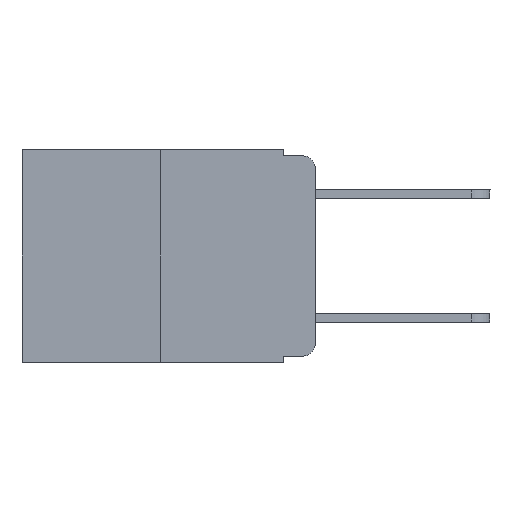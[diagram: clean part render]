
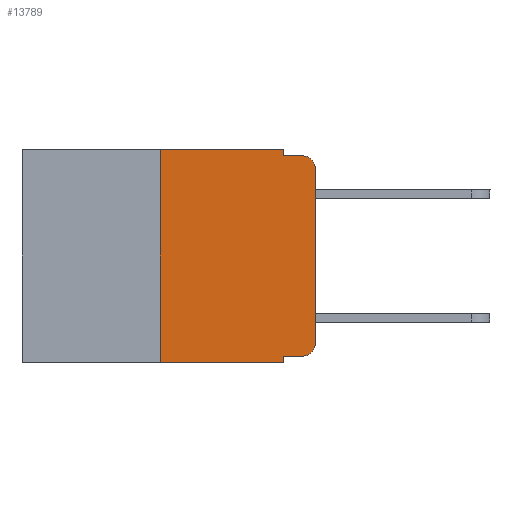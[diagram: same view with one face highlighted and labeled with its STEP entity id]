
A CAD part, left-side view. The second image highlights one B-rep face of the part: STEP entity #13789.
In plain terms, the highlighted planar face has unit normal (-1, 0, 0).
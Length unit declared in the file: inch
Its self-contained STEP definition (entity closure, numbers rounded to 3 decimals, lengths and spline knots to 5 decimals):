
#143 = VECTOR ( 'NONE', #14441, 39.37008 ) ;
#174 = EDGE_CURVE ( 'NONE', #13451, #10263, #8319, .T. ) ;
#242 = VERTEX_POINT ( 'NONE', #10157 ) ;
#600 = CARTESIAN_POINT ( 'NONE',  ( 0., 0.051, -0.333 ) ) ;
#614 = CARTESIAN_POINT ( 'NONE',  ( 0., 0.02, -0.313 ) ) ;
#869 = DIRECTION ( 'NONE',  ( 0., 0., 1. ) ) ;
#1318 = LINE ( 'NONE', #2452, #6370 ) ;
#1344 = DIRECTION ( 'NONE',  ( 0., 0., 1. ) ) ;
#1550 = CARTESIAN_POINT ( 'NONE',  ( 0., 0.473, 0. ) ) ;
#2182 = VERTEX_POINT ( 'NONE', #10358 ) ;
#2197 = EDGE_LOOP ( 'NONE', ( #13668, #11006, #9208, #5104, #11524, #9295, #4374, #13855, #13896, #8965 ) ) ;
#2326 = LINE ( 'NONE', #13852, #10395 ) ;
#2452 = CARTESIAN_POINT ( 'NONE',  ( 0., 0.051, -0.01 ) ) ;
#2712 = LINE ( 'NONE', #7277, #11814 ) ;
#2930 = LINE ( 'NONE', #10019, #143 ) ;
#3069 = VECTOR ( 'NONE', #12691, 39.37008 ) ;
#3074 = AXIS2_PLACEMENT_3D ( 'NONE', #9451, #6104, #12824 ) ;
#3115 = LINE ( 'NONE', #11092, #5146 ) ;
#3122 = VERTEX_POINT ( 'NONE', #7462 ) ;
#3428 = VERTEX_POINT ( 'NONE', #11416 ) ;
#3439 = CARTESIAN_POINT ( 'NONE',  ( 0., 0., -0.313 ) ) ;
#3442 = CARTESIAN_POINT ( 'NONE',  ( 0., 0.02, -0.03 ) ) ;
#3652 = LINE ( 'NONE', #1550, #3069 ) ;
#4116 = LINE ( 'NONE', #6794, #5183 ) ;
#4374 = ORIENTED_EDGE ( 'NONE', *, *, #8031, .T. ) ;
#4881 = EDGE_CURVE ( 'NONE', #6466, #10078, #12929, .T. ) ;
#5104 = ORIENTED_EDGE ( 'NONE', *, *, #7926, .F. ) ;
#5146 = VECTOR ( 'NONE', #869, 39.37008 ) ;
#5176 = DIRECTION ( 'NONE',  ( -1., 0., 0. ) ) ;
#5183 = VECTOR ( 'NONE', #9026, 39.37008 ) ;
#5591 = VERTEX_POINT ( 'NONE', #11523 ) ;
#5991 = CARTESIAN_POINT ( 'NONE',  ( 0., 0.25, 0. ) ) ;
#6104 = DIRECTION ( 'NONE',  ( 1., 0., 0. ) ) ;
#6357 = CARTESIAN_POINT ( 'NONE',  ( 0., 0.25, -0.343 ) ) ;
#6370 = VECTOR ( 'NONE', #7015, 39.37008 ) ;
#6466 = VERTEX_POINT ( 'NONE', #6357 ) ;
#6615 = CIRCLE ( 'NONE', #12600, 0.02 ) ;
#6794 = CARTESIAN_POINT ( 'NONE',  ( 0., 0.051, 0. ) ) ;
#6806 = DIRECTION ( 'NONE',  ( -1., 0., 0. ) ) ;
#7015 = DIRECTION ( 'NONE',  ( 0., -1., 0. ) ) ;
#7190 = EDGE_CURVE ( 'NONE', #10263, #2182, #3115, .T. ) ;
#7277 = CARTESIAN_POINT ( 'NONE',  ( 0., 0.051, 0. ) ) ;
#7462 = CARTESIAN_POINT ( 'NONE',  ( 0., 0.051, -0.01 ) ) ;
#7926 = EDGE_CURVE ( 'NONE', #5591, #3122, #2712, .T. ) ;
#8031 = EDGE_CURVE ( 'NONE', #6466, #3428, #2930, .T. ) ;
#8116 = EDGE_CURVE ( 'NONE', #11979, #13451, #2326, .T. ) ;
#8319 = CIRCLE ( 'NONE', #13574, 0.02 ) ;
#8355 = CARTESIAN_POINT ( 'NONE',  ( 0., 0.02, -0.333 ) ) ;
#8534 = DIRECTION ( 'NONE',  ( 0., 0., -1. ) ) ;
#8965 = ORIENTED_EDGE ( 'NONE', *, *, #174, .T. ) ;
#9026 = DIRECTION ( 'NONE',  ( 0., 0., -1. ) ) ;
#9208 = ORIENTED_EDGE ( 'NONE', *, *, #10938, .F. ) ;
#9295 = ORIENTED_EDGE ( 'NONE', *, *, #4881, .F. ) ;
#9451 = CARTESIAN_POINT ( 'NONE',  ( 0., 0.473, 0. ) ) ;
#9532 = FACE_OUTER_BOUND ( 'NONE', #2197, .T. ) ;
#9839 = EDGE_CURVE ( 'NONE', #11979, #3428, #4116, .T. ) ;
#10019 = CARTESIAN_POINT ( 'NONE',  ( 0., 0.473, -0.343 ) ) ;
#10078 = VERTEX_POINT ( 'NONE', #14622 ) ;
#10157 = CARTESIAN_POINT ( 'NONE',  ( 0., 0.02, -0.01 ) ) ;
#10263 = VERTEX_POINT ( 'NONE', #3439 ) ;
#10358 = CARTESIAN_POINT ( 'NONE',  ( 0., 0., -0.03 ) ) ;
#10387 = DIRECTION ( 'NONE',  ( 0., -1., 0. ) ) ;
#10395 = VECTOR ( 'NONE', #10387, 39.37008 ) ;
#10938 = EDGE_CURVE ( 'NONE', #3122, #242, #1318, .T. ) ;
#11006 = ORIENTED_EDGE ( 'NONE', *, *, #11578, .T. ) ;
#11092 = CARTESIAN_POINT ( 'NONE',  ( 0., 0., 0. ) ) ;
#11416 = CARTESIAN_POINT ( 'NONE',  ( 0., 0.051, -0.343 ) ) ;
#11523 = CARTESIAN_POINT ( 'NONE',  ( 0., 0.051, 0. ) ) ;
#11524 = ORIENTED_EDGE ( 'NONE', *, *, #13409, .F. ) ;
#11578 = EDGE_CURVE ( 'NONE', #2182, #242, #6615, .T. ) ;
#11814 = VECTOR ( 'NONE', #8534, 39.37008 ) ;
#11979 = VERTEX_POINT ( 'NONE', #600 ) ;
#12015 = DIRECTION ( 'NONE',  ( 0., 0., -1. ) ) ;
#12600 = AXIS2_PLACEMENT_3D ( 'NONE', #3442, #6806, #13459 ) ;
#12691 = DIRECTION ( 'NONE',  ( 0., -1., 0. ) ) ;
#12824 = DIRECTION ( 'NONE',  ( 0., 0., -1. ) ) ;
#12929 = LINE ( 'NONE', #5991, #13235 ) ;
#13235 = VECTOR ( 'NONE', #1344, 39.37008 ) ;
#13409 = EDGE_CURVE ( 'NONE', #10078, #5591, #3652, .T. ) ;
#13451 = VERTEX_POINT ( 'NONE', #8355 ) ;
#13459 = DIRECTION ( 'NONE',  ( 0., 0., -1. ) ) ;
#13574 = AXIS2_PLACEMENT_3D ( 'NONE', #614, #5176, #12015 ) ;
#13668 = ORIENTED_EDGE ( 'NONE', *, *, #7190, .T. ) ;
#13789 = ADVANCED_FACE ( 'NONE', ( #9532 ), #14037, .F. ) ;
#13852 = CARTESIAN_POINT ( 'NONE',  ( 0., 0.051, -0.333 ) ) ;
#13855 = ORIENTED_EDGE ( 'NONE', *, *, #9839, .F. ) ;
#13896 = ORIENTED_EDGE ( 'NONE', *, *, #8116, .T. ) ;
#14037 = PLANE ( 'NONE',  #3074 ) ;
#14441 = DIRECTION ( 'NONE',  ( 0., -1., 0. ) ) ;
#14622 = CARTESIAN_POINT ( 'NONE',  ( 0., 0.25, 0. ) ) ;
